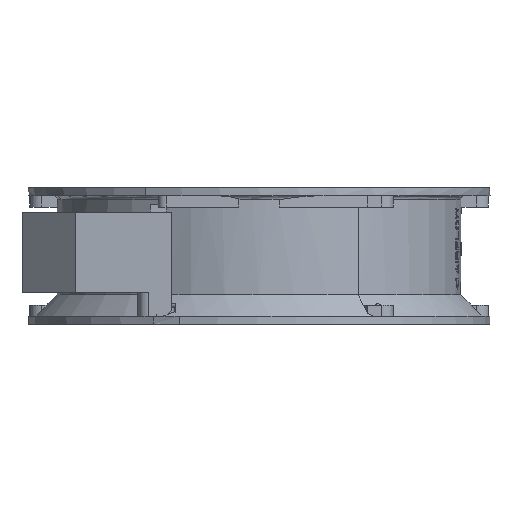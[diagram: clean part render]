
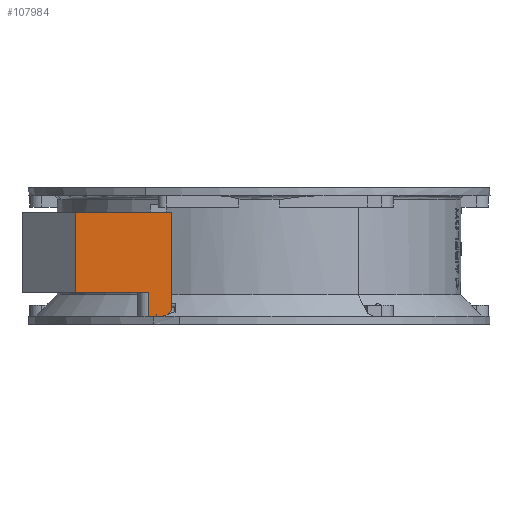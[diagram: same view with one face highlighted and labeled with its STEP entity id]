
A CAD part, front view. The second image highlights one B-rep face of the part: STEP entity #107984.
In plain terms, the highlighted face is planar.
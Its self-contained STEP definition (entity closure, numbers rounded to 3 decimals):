
#106800 = PLANE('',#106801);
#106801 = AXIS2_PLACEMENT_3D('',#106802,#106803,#106804);
#106802 = CARTESIAN_POINT('',(-31.9,73.2,-39.49));
#106803 = DIRECTION('',(1.,0.,0.));
#106804 = DIRECTION('',(0.,-1.,0.));
#106890 = PLANE('',#106891);
#106891 = AXIS2_PLACEMENT_3D('',#106892,#106893,#106894);
#106892 = CARTESIAN_POINT('',(-75.285,66.585,-39.49));
#106893 = DIRECTION('',(0.,0.,1.));
#106894 = DIRECTION('',(-0.707,-0.707,0.));
#106945 = PLANE('',#106946);
#106946 = AXIS2_PLACEMENT_3D('',#106947,#106948,#106949);
#106947 = CARTESIAN_POINT('',(-75.285,66.585,-9.49));
#106948 = DIRECTION('',(0.,0.,1.));
#106949 = DIRECTION('',(-0.707,-0.707,0.));
#107647 = PLANE('',#107648);
#107648 = AXIS2_PLACEMENT_3D('',#107649,#107650,#107651);
#107649 = CARTESIAN_POINT('',(-75.285,66.585,-0.49));
#107650 = DIRECTION('',(0.,0.,1.));
#107651 = DIRECTION('',(0.707,0.707,-0.));
#107746 = CYLINDRICAL_SURFACE('',#107747,4.);
#107747 = AXIS2_PLACEMENT_3D('',#107748,#107749,#107750);
#107748 = CARTESIAN_POINT('',(-40.4,70.2,-39.49));
#107749 = DIRECTION('',(0.,0.,1.));
#107750 = DIRECTION('',(1.,0.,-0.));
#107761 = EDGE_CURVE('',#107762,#107764,#107766,.T.);
#107762 = VERTEX_POINT('',#107763);
#107763 = CARTESIAN_POINT('',(-34.4,74.2,-0.49));
#107764 = VERTEX_POINT('',#107765);
#107765 = CARTESIAN_POINT('',(-40.4,74.2,-0.49));
#107766 = SURFACE_CURVE('',#107767,(#107771,#107778),.PCURVE_S1.);
#107767 = LINE('',#107768,#107769);
#107768 = CARTESIAN_POINT('',(-34.4,74.2,-0.49));
#107769 = VECTOR('',#107770,1.);
#107770 = DIRECTION('',(-1.,0.,0.));
#107771 = PCURVE('',#107647,#107772);
#107772 = DEFINITIONAL_REPRESENTATION('',(#107773),#107777);
#107773 = LINE('',#107774,#107775);
#107774 = CARTESIAN_POINT('',(34.295,-23.525));
#107775 = VECTOR('',#107776,1.);
#107776 = DIRECTION('',(-0.707,0.707));
#107777 = ( GEOMETRIC_REPRESENTATION_CONTEXT(2) 
PARAMETRIC_REPRESENTATION_CONTEXT() REPRESENTATION_CONTEXT('2D SPACE',''
  ) );
#107778 = PCURVE('',#107779,#107784);
#107779 = PLANE('',#107780);
#107780 = AXIS2_PLACEMENT_3D('',#107781,#107782,#107783);
#107781 = CARTESIAN_POINT('',(-31.9,74.2,-39.49));
#107782 = DIRECTION('',(0.,1.,0.));
#107783 = DIRECTION('',(1.,0.,0.));
#107784 = DEFINITIONAL_REPRESENTATION('',(#107785),#107789);
#107785 = LINE('',#107786,#107787);
#107786 = CARTESIAN_POINT('',(-2.5,-39.));
#107787 = VECTOR('',#107788,1.);
#107788 = DIRECTION('',(-1.,0.));
#107789 = ( GEOMETRIC_REPRESENTATION_CONTEXT(2) 
PARAMETRIC_REPRESENTATION_CONTEXT() REPRESENTATION_CONTEXT('2D SPACE',''
  ) );
#107807 = PLANE('',#107808);
#107808 = AXIS2_PLACEMENT_3D('',#107809,#107810,#107811);
#107809 = CARTESIAN_POINT('',(-33.15,73.45,-1.74));
#107810 = DIRECTION('',(0.707,0.,
    0.707));
#107811 = DIRECTION('',(-0.408,0.816,0.408));
#107984 = ADVANCED_FACE('',(#107985),#107779,.T.);
#107985 = FACE_BOUND('',#107986,.F.);
#107986 = EDGE_LOOP('',(#107987,#108012,#108040,#108063,#108086,#108107,
    #108108));
#107987 = ORIENTED_EDGE('',*,*,#107988,.T.);
#107988 = EDGE_CURVE('',#107989,#107991,#107993,.T.);
#107989 = VERTEX_POINT('',#107990);
#107990 = CARTESIAN_POINT('',(-40.4,74.2,-9.49));
#107991 = VERTEX_POINT('',#107992);
#107992 = CARTESIAN_POINT('',(-67.67,74.2,-9.49));
#107993 = SURFACE_CURVE('',#107994,(#107998,#108005),.PCURVE_S1.);
#107994 = LINE('',#107995,#107996);
#107995 = CARTESIAN_POINT('',(-40.4,74.2,-9.49));
#107996 = VECTOR('',#107997,1.);
#107997 = DIRECTION('',(-1.,0.,0.));
#107998 = PCURVE('',#107779,#107999);
#107999 = DEFINITIONAL_REPRESENTATION('',(#108000),#108004);
#108000 = LINE('',#108001,#108002);
#108001 = CARTESIAN_POINT('',(-8.5,-30.));
#108002 = VECTOR('',#108003,1.);
#108003 = DIRECTION('',(-1.,0.));
#108004 = ( GEOMETRIC_REPRESENTATION_CONTEXT(2) 
PARAMETRIC_REPRESENTATION_CONTEXT() REPRESENTATION_CONTEXT('2D SPACE',''
  ) );
#108005 = PCURVE('',#106945,#108006);
#108006 = DEFINITIONAL_REPRESENTATION('',(#108007),#108011);
#108007 = LINE('',#108008,#108009);
#108008 = CARTESIAN_POINT('',(-30.052,19.282));
#108009 = VECTOR('',#108010,1.);
#108010 = DIRECTION('',(0.707,-0.707));
#108011 = ( GEOMETRIC_REPRESENTATION_CONTEXT(2) 
PARAMETRIC_REPRESENTATION_CONTEXT() REPRESENTATION_CONTEXT('2D SPACE',''
  ) );
#108012 = ORIENTED_EDGE('',*,*,#108013,.T.);
#108013 = EDGE_CURVE('',#107991,#108014,#108016,.T.);
#108014 = VERTEX_POINT('',#108015);
#108015 = CARTESIAN_POINT('',(-67.67,74.2,-39.49));
#108016 = SURFACE_CURVE('',#108017,(#108021,#108028),.PCURVE_S1.);
#108017 = LINE('',#108018,#108019);
#108018 = CARTESIAN_POINT('',(-67.67,74.2,-9.49));
#108019 = VECTOR('',#108020,1.);
#108020 = DIRECTION('',(0.,0.,-1.));
#108021 = PCURVE('',#107779,#108022);
#108022 = DEFINITIONAL_REPRESENTATION('',(#108023),#108027);
#108023 = LINE('',#108024,#108025);
#108024 = CARTESIAN_POINT('',(-35.77,-30.));
#108025 = VECTOR('',#108026,1.);
#108026 = DIRECTION('',(0.,1.));
#108027 = ( GEOMETRIC_REPRESENTATION_CONTEXT(2) 
PARAMETRIC_REPRESENTATION_CONTEXT() REPRESENTATION_CONTEXT('2D SPACE',''
  ) );
#108028 = PCURVE('',#108029,#108034);
#108029 = PLANE('',#108030);
#108030 = AXIS2_PLACEMENT_3D('',#108031,#108032,#108033);
#108031 = CARTESIAN_POINT('',(-66.67,75.2,-39.49));
#108032 = DIRECTION('',(-0.707,0.707,0.));
#108033 = DIRECTION('',(0.707,0.707,0.));
#108034 = DEFINITIONAL_REPRESENTATION('',(#108035),#108039);
#108035 = LINE('',#108036,#108037);
#108036 = CARTESIAN_POINT('',(-1.414,-30.));
#108037 = VECTOR('',#108038,1.);
#108038 = DIRECTION('',(0.,1.));
#108039 = ( GEOMETRIC_REPRESENTATION_CONTEXT(2) 
PARAMETRIC_REPRESENTATION_CONTEXT() REPRESENTATION_CONTEXT('2D SPACE',''
  ) );
#108040 = ORIENTED_EDGE('',*,*,#108041,.T.);
#108041 = EDGE_CURVE('',#108014,#108042,#108044,.T.);
#108042 = VERTEX_POINT('',#108043);
#108043 = CARTESIAN_POINT('',(-31.9,74.2,-39.49));
#108044 = SURFACE_CURVE('',#108045,(#108049,#108056),.PCURVE_S1.);
#108045 = LINE('',#108046,#108047);
#108046 = CARTESIAN_POINT('',(-67.67,74.2,-39.49));
#108047 = VECTOR('',#108048,1.);
#108048 = DIRECTION('',(1.,0.,0.));
#108049 = PCURVE('',#107779,#108050);
#108050 = DEFINITIONAL_REPRESENTATION('',(#108051),#108055);
#108051 = LINE('',#108052,#108053);
#108052 = CARTESIAN_POINT('',(-35.77,0.));
#108053 = VECTOR('',#108054,1.);
#108054 = DIRECTION('',(1.,0.));
#108055 = ( GEOMETRIC_REPRESENTATION_CONTEXT(2) 
PARAMETRIC_REPRESENTATION_CONTEXT() REPRESENTATION_CONTEXT('2D SPACE',''
  ) );
#108056 = PCURVE('',#106890,#108057);
#108057 = DEFINITIONAL_REPRESENTATION('',(#108058),#108062);
#108058 = LINE('',#108059,#108060);
#108059 = CARTESIAN_POINT('',(-10.77,0.));
#108060 = VECTOR('',#108061,1.);
#108061 = DIRECTION('',(-0.707,0.707));
#108062 = ( GEOMETRIC_REPRESENTATION_CONTEXT(2) 
PARAMETRIC_REPRESENTATION_CONTEXT() REPRESENTATION_CONTEXT('2D SPACE',''
  ) );
#108063 = ORIENTED_EDGE('',*,*,#108064,.F.);
#108064 = EDGE_CURVE('',#108065,#108042,#108067,.T.);
#108065 = VERTEX_POINT('',#108066);
#108066 = CARTESIAN_POINT('',(-31.9,74.2,-2.99));
#108067 = SURFACE_CURVE('',#108068,(#108072,#108079),.PCURVE_S1.);
#108068 = LINE('',#108069,#108070);
#108069 = CARTESIAN_POINT('',(-31.9,74.2,-2.99));
#108070 = VECTOR('',#108071,1.);
#108071 = DIRECTION('',(0.,0.,-1.));
#108072 = PCURVE('',#107779,#108073);
#108073 = DEFINITIONAL_REPRESENTATION('',(#108074),#108078);
#108074 = LINE('',#108075,#108076);
#108075 = CARTESIAN_POINT('',(0.,-36.5));
#108076 = VECTOR('',#108077,1.);
#108077 = DIRECTION('',(0.,1.));
#108078 = ( GEOMETRIC_REPRESENTATION_CONTEXT(2) 
PARAMETRIC_REPRESENTATION_CONTEXT() REPRESENTATION_CONTEXT('2D SPACE',''
  ) );
#108079 = PCURVE('',#106800,#108080);
#108080 = DEFINITIONAL_REPRESENTATION('',(#108081),#108085);
#108081 = LINE('',#108082,#108083);
#108082 = CARTESIAN_POINT('',(-1.,-36.5));
#108083 = VECTOR('',#108084,1.);
#108084 = DIRECTION('',(0.,1.));
#108085 = ( GEOMETRIC_REPRESENTATION_CONTEXT(2) 
PARAMETRIC_REPRESENTATION_CONTEXT() REPRESENTATION_CONTEXT('2D SPACE',''
  ) );
#108086 = ORIENTED_EDGE('',*,*,#108087,.T.);
#108087 = EDGE_CURVE('',#108065,#107762,#108088,.T.);
#108088 = SURFACE_CURVE('',#108089,(#108093,#108100),.PCURVE_S1.);
#108089 = LINE('',#108090,#108091);
#108090 = CARTESIAN_POINT('',(-31.9,74.2,-2.99));
#108091 = VECTOR('',#108092,1.);
#108092 = DIRECTION('',(-0.707,0.,
    0.707));
#108093 = PCURVE('',#107779,#108094);
#108094 = DEFINITIONAL_REPRESENTATION('',(#108095),#108099);
#108095 = LINE('',#108096,#108097);
#108096 = CARTESIAN_POINT('',(0.,-36.5));
#108097 = VECTOR('',#108098,1.);
#108098 = DIRECTION('',(-0.707,-0.707));
#108099 = ( GEOMETRIC_REPRESENTATION_CONTEXT(2) 
PARAMETRIC_REPRESENTATION_CONTEXT() REPRESENTATION_CONTEXT('2D SPACE',''
  ) );
#108100 = PCURVE('',#107807,#108101);
#108101 = DEFINITIONAL_REPRESENTATION('',(#108102),#108106);
#108102 = LINE('',#108103,#108104);
#108103 = CARTESIAN_POINT('',(-0.408,-1.876));
#108104 = VECTOR('',#108105,1.);
#108105 = DIRECTION('',(0.577,0.816));
#108106 = ( GEOMETRIC_REPRESENTATION_CONTEXT(2) 
PARAMETRIC_REPRESENTATION_CONTEXT() REPRESENTATION_CONTEXT('2D SPACE',''
  ) );
#108107 = ORIENTED_EDGE('',*,*,#107761,.T.);
#108108 = ORIENTED_EDGE('',*,*,#108109,.T.);
#108109 = EDGE_CURVE('',#107764,#107989,#108110,.T.);
#108110 = SURFACE_CURVE('',#108111,(#108115,#108122),.PCURVE_S1.);
#108111 = LINE('',#108112,#108113);
#108112 = CARTESIAN_POINT('',(-40.4,74.2,-0.49));
#108113 = VECTOR('',#108114,1.);
#108114 = DIRECTION('',(0.,0.,-1.));
#108115 = PCURVE('',#107779,#108116);
#108116 = DEFINITIONAL_REPRESENTATION('',(#108117),#108121);
#108117 = LINE('',#108118,#108119);
#108118 = CARTESIAN_POINT('',(-8.5,-39.));
#108119 = VECTOR('',#108120,1.);
#108120 = DIRECTION('',(0.,1.));
#108121 = ( GEOMETRIC_REPRESENTATION_CONTEXT(2) 
PARAMETRIC_REPRESENTATION_CONTEXT() REPRESENTATION_CONTEXT('2D SPACE',''
  ) );
#108122 = PCURVE('',#107746,#108123);
#108123 = DEFINITIONAL_REPRESENTATION('',(#108124),#108128);
#108124 = LINE('',#108125,#108126);
#108125 = CARTESIAN_POINT('',(1.571,39.));
#108126 = VECTOR('',#108127,1.);
#108127 = DIRECTION('',(0.,-1.));
#108128 = ( GEOMETRIC_REPRESENTATION_CONTEXT(2) 
PARAMETRIC_REPRESENTATION_CONTEXT() REPRESENTATION_CONTEXT('2D SPACE',''
  ) );
